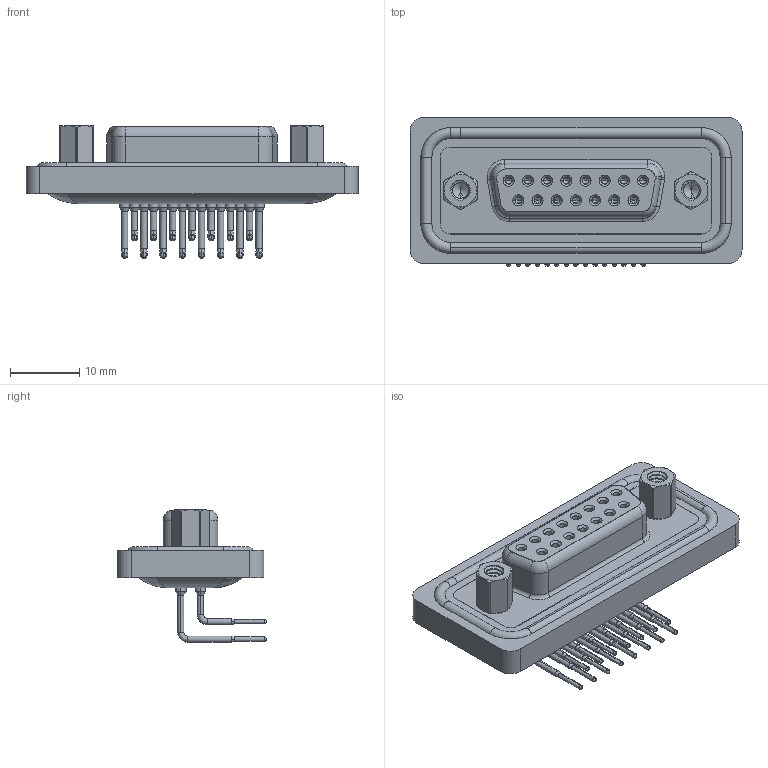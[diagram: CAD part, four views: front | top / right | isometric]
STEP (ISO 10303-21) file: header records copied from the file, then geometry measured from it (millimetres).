
FILE_DESCRIPTION (( 'STEP AP203' ), '1' );
FILE_NAME ('630-W15-240-012.STEP', '2018-11-27T18:13:57', ( '' ), ( '' ), 'SwSTEP 2.0', 'SolidWorks 2016', '' );
FILE_SCHEMA (( 'CONFIG_CONTROL_DESIGN' ));
Length unit declared in the file: millimetre
Products named in the file (8): 630W 4-40 Hex Standoff; 630W Waterproof Housing_15 Contacts; 630-W15-240-012; 630W Housing_15 Contacts; 630W Shell_15 Contacts; 630W Contact Row 1; 630W Contact Row 2; 630W 4-40 Threaded Rivet_Stabilizer
Assembly tree (22 placements, depth 2):
  630-W15-240-012
    630W Housing_15 Contacts
    630W Shell_15 Contacts
    630W Contact Row 1  x8
    630W Contact Row 2  x7
    630W 4-40 Threaded Rivet_Stabilizer  x2
    630W 4-40 Hex Standoff  x2
    630W Waterproof Housing_15 Contacts
Bounding box: 47.89 x 21.5 x 19.14 mm (x, y, z)
Volume: 5561.9 mm3; surface area: 9705.3 mm2
Topology: 23 solids, 23 shells, 1240 faces, 3177 edges, 2009 vertices
Faces by surface type: cylinder 587, plane 326, cone 195, bspline 82, torus 50
Entity records: 24372 total; most frequent: CARTESIAN_POINT 8021, DIRECTION 3349, ORIENTED_EDGE 3050, EDGE_CURVE 1525, AXIS2_PLACEMENT_3D 1378, VERTEX_POINT 978, EDGE_LOOP 761, CIRCLE 747
